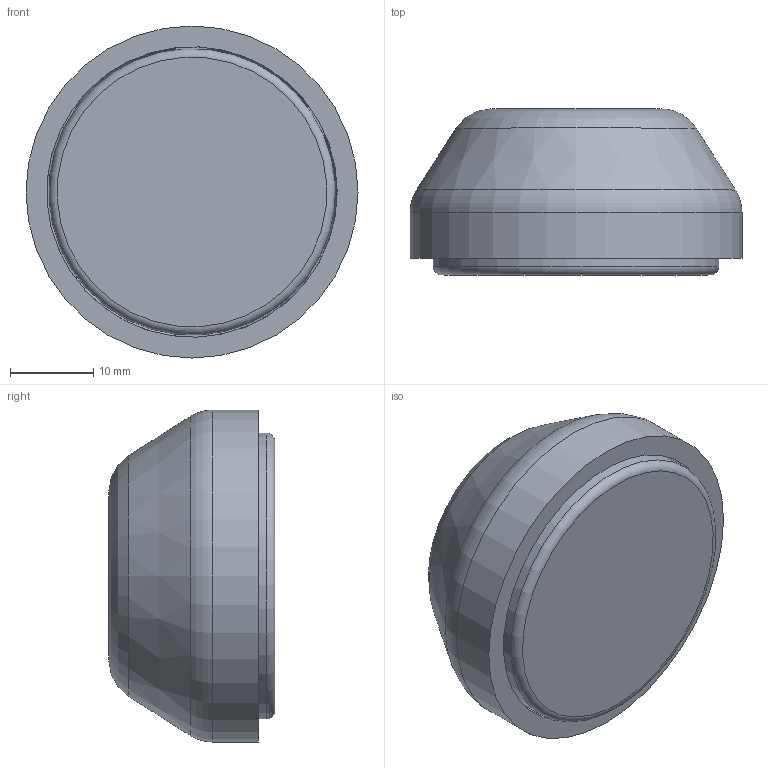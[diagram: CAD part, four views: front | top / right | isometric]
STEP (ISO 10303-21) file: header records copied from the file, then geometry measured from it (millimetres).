
FILE_DESCRIPTION((''),'2;1');
FILE_NAME('AR3357.stp','2021-07-06T15:05:28',('arma03'),(''),'Autodesk Inventor 2013','Autodesk Inventor 2013','');
FILE_SCHEMA(('AUTOMOTIVE_DESIGN { 1 0 10303 214 1 1 1 1 }'));
Length unit declared in the file: millimetre
Products named in the file (3): AR3357
Assembly tree (2 placements, depth 2):
  AR3357
    AR3357
    AR3357
Bounding box: 40 x 20 x 40 mm (x, y, z)
Volume: 16321.6 mm3; surface area: 9105.1 mm2
Topology: 2 solids, 2 shells, 59 faces, 132 edges, 79 vertices
Faces by surface type: plane 36, cone 13, cylinder 6, torus 3, sphere 1
Full cylindrical faces by diameter (mm): 14.5 x1, 15 x2, 34.5 x1, 35 x1, 40 x1
Entity records: 1606 total; most frequent: CARTESIAN_POINT 332, DIRECTION 252, ORIENTED_EDGE 244, EDGE_CURVE 122, AXIS2_PLACEMENT_3D 102, VERTEX_POINT 74, EDGE_LOOP 72, FACE_OUTER_BOUND 59
